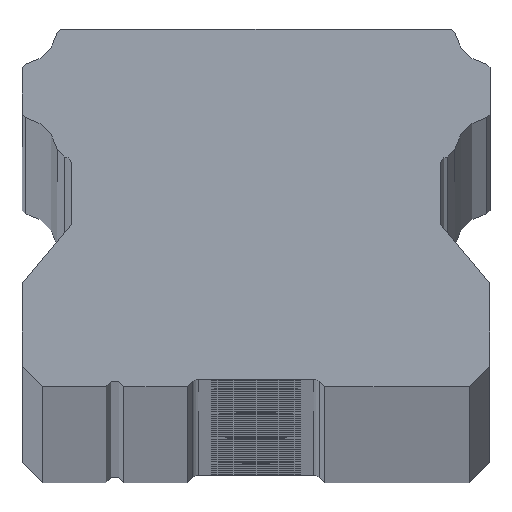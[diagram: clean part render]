
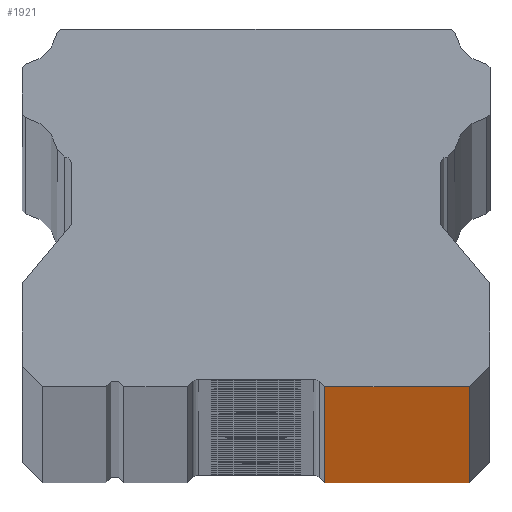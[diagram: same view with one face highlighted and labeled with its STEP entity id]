
A CAD part, top view. The second image highlights one B-rep face of the part: STEP entity #1921.
In plain terms, the highlighted planar face has unit normal (0, -1, 0).
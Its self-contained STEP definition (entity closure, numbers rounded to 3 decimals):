
#52=VECTOR('',#3204,1.);
#53=VECTOR('',#3206,1.);
#54=VECTOR('',#3207,1.);
#55=VECTOR('',#3208,1.);
#138=LINE('',#2605,#52);
#139=LINE('',#2607,#53);
#140=LINE('',#2609,#54);
#141=LINE('',#2611,#55);
#210=PLANE('',#2163);
#534=EDGE_CURVE('',#1477,#1476,#138,.F.);
#535=EDGE_CURVE('',#1476,#1478,#139,.F.);
#536=EDGE_CURVE('',#1477,#1479,#140,.F.);
#537=EDGE_CURVE('',#1479,#1478,#141,.F.);
#794=ORIENTED_EDGE('',*,*,#535,.F.);
#795=ORIENTED_EDGE('',*,*,#534,.F.);
#796=ORIENTED_EDGE('',*,*,#536,.T.);
#797=ORIENTED_EDGE('',*,*,#537,.T.);
#1179=EDGE_LOOP('',(#794,#795,#796,#797));
#1476=VERTEX_POINT('',#2602);
#1477=VERTEX_POINT('',#2604);
#1478=VERTEX_POINT('',#2608);
#1479=VERTEX_POINT('',#2610);
#1735=FACE_BOUND('',#1179,.T.);
#1921=ADVANCED_FACE('',(#1735),#210,.T.);
#2163=AXIS2_PLACEMENT_3D('',#2606,#3205,$);
#2602=CARTESIAN_POINT('',(22.,0.,0.));
#2604=CARTESIAN_POINT('',(22.,0.,-4000.));
#2605=CARTESIAN_POINT('',(22.,0.,-280.));
#2606=CARTESIAN_POINT('',(22.,0.,-280.));
#2607=CARTESIAN_POINT('',(12.55,0.,0.));
#2608=CARTESIAN_POINT('',(32.5,0.,0.));
#2609=CARTESIAN_POINT('',(12.55,0.,-4000.));
#2610=CARTESIAN_POINT('',(32.5,0.,-4000.));
#2611=CARTESIAN_POINT('',(32.5,0.,-280.));
#3204=DIRECTION('',(0.,0.,-1.));
#3205=DIRECTION('',(0.,-1.,0.));
#3206=DIRECTION('',(-1.,0.,0.));
#3207=DIRECTION('',(-1.,0.,0.));
#3208=DIRECTION('',(0.,0.,-1.));
